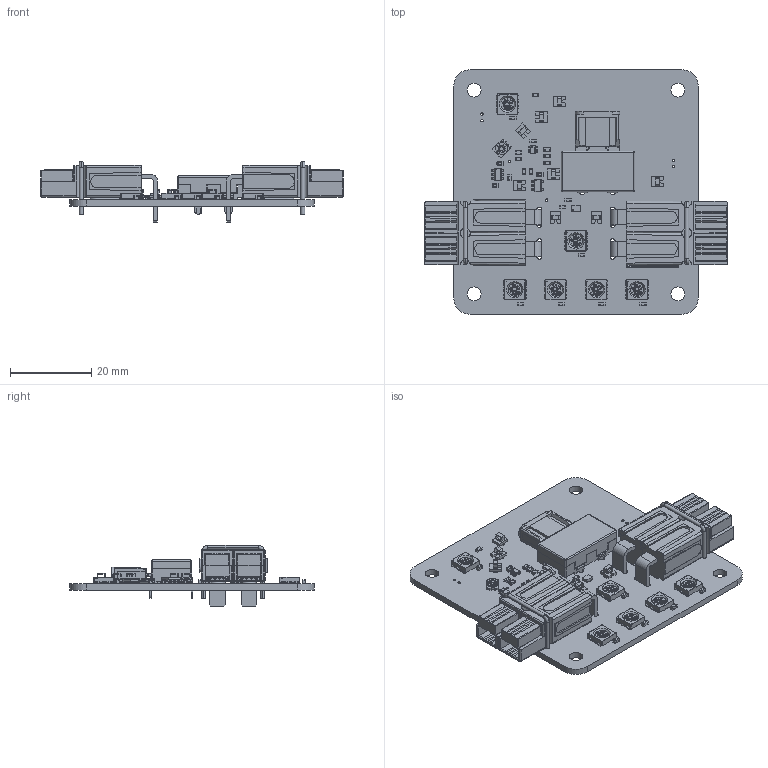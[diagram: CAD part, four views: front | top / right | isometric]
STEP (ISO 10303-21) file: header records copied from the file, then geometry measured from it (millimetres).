
FILE_DESCRIPTION(('Open CASCADE Model'),'2;1');
FILE_NAME('Open CASCADE Shape Model','2023-07-31T20:46:06',('Author'),( 'Open CASCADE'),'Open CASCADE STEP processor 7.5','Open CASCADE 7.5' ,'Unknown');
FILE_SCHEMA(('AUTOMOTIVE_DESIGN { 1 0 10303 214 1 1 1 1 }'));
Length unit declared in the file: millimetre
Products named in the file (107): PCB; Board; Open CASCADE STEP translator 7.5 6.1.1; TP14; 5190TR--3DModel-STEP-630548 Color; 5190_insulation; 5190_assembled contact; F1; 3549-2--3DModel-STEP-630548 Color; TP8; TP7; TP6; TP5; TP4; D6; Dotstar; D5; D4; D3; D2; D1; C13; 6437357184; Terminal; Open CASCADE STEP translator 6.8 4.1.1; Open CASCADE STEP translator 6.8 4.1.2; Mid_Body; Open CASCADE STEP translator 6.8 4.2.1; C12; C11; C10; C9; C8; U4; SOT235_DBV_TEX; U3; RYZ0010A Color; FRAME-RYZ0010A; BODY-QFN; U2 ...
Assembly tree (148 placements, depth 5):
  PCB
    Board
      Open CASCADE STEP translator 7.5 6.1.1
    TP14
      5190TR--3DModel-STEP-630548 Color
        5190_insulation
        5190_assembled contact
    F1
      3549-2--3DModel-STEP-630548 Color
    TP8
      5190TR--3DModel-STEP-630548 Color
        5190_insulation
        5190_assembled contact
    TP7
      5190TR--3DModel-STEP-630548 Color
        5190_insulation
        5190_assembled contact
    TP6
      5190TR--3DModel-STEP-630548 Color
        5190_insulation
        5190_assembled contact
    TP5
      5190TR--3DModel-STEP-630548 Color
        5190_insulation
        5190_assembled contact
    TP4
      5190TR--3DModel-STEP-630548 Color
        5190_insulation
        5190_assembled contact
    D6
      Dotstar
    D5
      Dotstar
    D4
      Dotstar
    D3
      Dotstar
    D2
      Dotstar
    D1
      Dotstar
    C13
      6437357184
        Terminal
          Open CASCADE STEP translator 6.8 4.1.1
          Open CASCADE STEP translator 6.8 4.1.2
        Mid_Body
          Open CASCADE STEP translator 6.8 4.2.1
    C12
      6437357184
        Terminal
          Open CASCADE STEP translator 6.8 4.1.1
          Open CASCADE STEP translator 6.8 4.1.2
        Mid_Body
          Open CASCADE STEP translator 6.8 4.2.1
    C11
      6437357184
        Terminal
          Open CASCADE STEP translator 6.8 4.1.1
          Open CASCADE STEP translator 6.8 4.1.2
Bounding box: 74.21 x 60 x 15.08 mm (x, y, z)
Volume: 11265.4 mm3; surface area: 16068.1 mm2
Topology: 144 solids, 172 shells, 5536 faces, 14311 edges, 8988 vertices
Faces by surface type: plane 3463, cylinder 1559, torus 294, sphere 124, bspline 72, cone 24
Full cylindrical faces by diameter (mm): 0.08 x78, 0.234 x4, 0.257 x1, 0.292 x1, 0.5 x1, 0.6 x6, 1 x4, 1.22 x2, 1.27 x4, 1.98 x2, 3.4 x4
Entity records: 65922 total; most frequent: CARTESIAN_POINT 11040, DIRECTION 9648, ORIENTED_EDGE 9232, EDGE_CURVE 4699, LINE 3554, VECTOR 3554, AXIS2_PLACEMENT_3D 3047, VERTEX_POINT 3020
